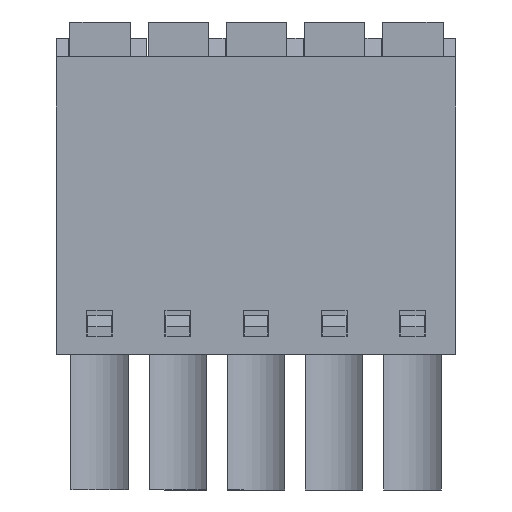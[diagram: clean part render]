
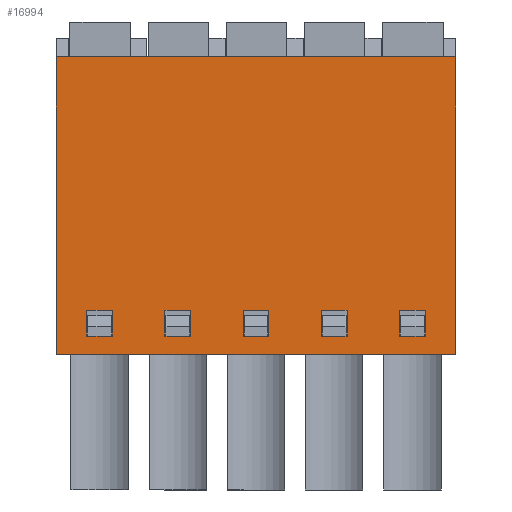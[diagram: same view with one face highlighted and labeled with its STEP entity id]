
A CAD part, front view. The second image highlights one B-rep face of the part: STEP entity #16994.
In plain terms, the highlighted planar face has unit normal (0, -1, 0).
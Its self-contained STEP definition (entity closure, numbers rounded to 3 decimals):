
#431=LINE('',#23956,#2590);
#561=LINE('',#24210,#2720);
#606=LINE('',#24294,#2765);
#778=LINE('',#24681,#2937);
#885=LINE('',#24944,#3044);
#992=LINE('',#25207,#3151);
#1101=LINE('',#25500,#3260);
#1108=LINE('',#25517,#3267);
#1109=LINE('',#25519,#3268);
#1110=LINE('',#25521,#3269);
#1111=LINE('',#25522,#3270);
#1112=LINE('',#25524,#3271);
#1113=LINE('',#25526,#3272);
#1114=LINE('',#25527,#3273);
#1115=LINE('',#25529,#3274);
#1116=LINE('',#25531,#3275);
#1117=LINE('',#25532,#3276);
#1118=LINE('',#25534,#3277);
#1119=LINE('',#25536,#3278);
#1120=LINE('',#25537,#3279);
#1121=LINE('',#25539,#3280);
#1122=LINE('',#25541,#3281);
#1123=LINE('',#25542,#3282);
#1124=LINE('',#25543,#3283);
#2590=VECTOR('',#19254,1000.);
#2720=VECTOR('',#19398,1000.);
#2765=VECTOR('',#19447,1000.);
#2937=VECTOR('',#19725,1000.);
#3044=VECTOR('',#19938,1000.);
#3151=VECTOR('',#20151,1000.);
#3260=VECTOR('',#20374,1000.);
#3267=VECTOR('',#20391,1000.);
#3268=VECTOR('',#20392,1000.);
#3269=VECTOR('',#20393,1000.);
#3270=VECTOR('',#20394,1000.);
#3271=VECTOR('',#20395,1000.);
#3272=VECTOR('',#20396,1000.);
#3273=VECTOR('',#20397,1000.);
#3274=VECTOR('',#20398,1000.);
#3275=VECTOR('',#20399,1000.);
#3276=VECTOR('',#20400,1000.);
#3277=VECTOR('',#20401,1000.);
#3278=VECTOR('',#20402,1000.);
#3279=VECTOR('',#20403,1000.);
#3280=VECTOR('',#20404,1000.);
#3281=VECTOR('',#20405,1000.);
#3282=VECTOR('',#20406,1000.);
#3283=VECTOR('',#20407,1000.);
#5832=ORIENTED_EDGE('',*,*,#10034,.F.);
#5833=ORIENTED_EDGE('',*,*,#10621,.F.);
#5834=ORIENTED_EDGE('',*,*,#10622,.F.);
#5835=ORIENTED_EDGE('',*,*,#10623,.F.);
#5836=ORIENTED_EDGE('',*,*,#10225,.F.);
#5837=ORIENTED_EDGE('',*,*,#10624,.F.);
#5838=ORIENTED_EDGE('',*,*,#10625,.F.);
#5839=ORIENTED_EDGE('',*,*,#10626,.F.);
#5840=ORIENTED_EDGE('',*,*,#10352,.F.);
#5841=ORIENTED_EDGE('',*,*,#10627,.F.);
#5842=ORIENTED_EDGE('',*,*,#10628,.F.);
#5843=ORIENTED_EDGE('',*,*,#10629,.F.);
#5844=ORIENTED_EDGE('',*,*,#10479,.F.);
#5845=ORIENTED_EDGE('',*,*,#10630,.F.);
#5846=ORIENTED_EDGE('',*,*,#10631,.F.);
#5847=ORIENTED_EDGE('',*,*,#10632,.F.);
#5848=ORIENTED_EDGE('',*,*,#10612,.F.);
#5849=ORIENTED_EDGE('',*,*,#10633,.F.);
#5850=ORIENTED_EDGE('',*,*,#10634,.F.);
#5851=ORIENTED_EDGE('',*,*,#10635,.F.);
#5852=ORIENTED_EDGE('',*,*,#10636,.T.);
#5853=ORIENTED_EDGE('',*,*,#9989,.F.);
#5854=ORIENTED_EDGE('',*,*,#10637,.F.);
#5855=ORIENTED_EDGE('',*,*,#9859,.T.);
#9859=EDGE_CURVE('',#12358,#12357,#431,.T.);
#9989=EDGE_CURVE('',#12474,#12475,#561,.T.);
#10034=EDGE_CURVE('',#12511,#12512,#606,.T.);
#10225=EDGE_CURVE('',#12657,#12658,#778,.T.);
#10352=EDGE_CURVE('',#12744,#12745,#885,.T.);
#10479=EDGE_CURVE('',#12831,#12832,#992,.T.);
#10612=EDGE_CURVE('',#12924,#12925,#1101,.T.);
#10621=EDGE_CURVE('',#12930,#12511,#1108,.T.);
#10622=EDGE_CURVE('',#12931,#12930,#1109,.T.);
#10623=EDGE_CURVE('',#12512,#12931,#1110,.T.);
#10624=EDGE_CURVE('',#12932,#12657,#1111,.T.);
#10625=EDGE_CURVE('',#12933,#12932,#1112,.T.);
#10626=EDGE_CURVE('',#12658,#12933,#1113,.T.);
#10627=EDGE_CURVE('',#12934,#12744,#1114,.T.);
#10628=EDGE_CURVE('',#12935,#12934,#1115,.T.);
#10629=EDGE_CURVE('',#12745,#12935,#1116,.T.);
#10630=EDGE_CURVE('',#12936,#12831,#1117,.T.);
#10631=EDGE_CURVE('',#12937,#12936,#1118,.T.);
#10632=EDGE_CURVE('',#12832,#12937,#1119,.T.);
#10633=EDGE_CURVE('',#12938,#12924,#1120,.T.);
#10634=EDGE_CURVE('',#12939,#12938,#1121,.T.);
#10635=EDGE_CURVE('',#12925,#12939,#1122,.T.);
#10636=EDGE_CURVE('',#12357,#12475,#1123,.T.);
#10637=EDGE_CURVE('',#12358,#12474,#1124,.T.);
#12357=VERTEX_POINT('',#23955);
#12358=VERTEX_POINT('',#23957);
#12474=VERTEX_POINT('',#24209);
#12475=VERTEX_POINT('',#24211);
#12511=VERTEX_POINT('',#24293);
#12512=VERTEX_POINT('',#24295);
#12657=VERTEX_POINT('',#24680);
#12658=VERTEX_POINT('',#24682);
#12744=VERTEX_POINT('',#24943);
#12745=VERTEX_POINT('',#24945);
#12831=VERTEX_POINT('',#25206);
#12832=VERTEX_POINT('',#25208);
#12924=VERTEX_POINT('',#25499);
#12925=VERTEX_POINT('',#25501);
#12930=VERTEX_POINT('',#25518);
#12931=VERTEX_POINT('',#25520);
#12932=VERTEX_POINT('',#25523);
#12933=VERTEX_POINT('',#25525);
#12934=VERTEX_POINT('',#25528);
#12935=VERTEX_POINT('',#25530);
#12936=VERTEX_POINT('',#25533);
#12937=VERTEX_POINT('',#25535);
#12938=VERTEX_POINT('',#25538);
#12939=VERTEX_POINT('',#25540);
#14422=EDGE_LOOP('',(#5832,#5833,#5834,#5835));
#14423=EDGE_LOOP('',(#5836,#5837,#5838,#5839));
#14424=EDGE_LOOP('',(#5840,#5841,#5842,#5843));
#14425=EDGE_LOOP('',(#5844,#5845,#5846,#5847));
#14426=EDGE_LOOP('',(#5848,#5849,#5850,#5851));
#14427=EDGE_LOOP('',(#5852,#5853,#5854,#5855));
#15351=FACE_BOUND('',#14422,.T.);
#15352=FACE_BOUND('',#14423,.T.);
#15353=FACE_BOUND('',#14424,.T.);
#15354=FACE_BOUND('',#14425,.T.);
#15355=FACE_BOUND('',#14426,.T.);
#15356=FACE_BOUND('',#14427,.T.);
#16250=PLANE('',#18031);
#16994=ADVANCED_FACE('',(#15351,#15352,#15353,#15354,#15355,#15356),#16250,
 .F.);
#18031=AXIS2_PLACEMENT_3D('',#25516,#20389,#20390);
#19254=DIRECTION('',(-1.,0.,0.));
#19398=DIRECTION('',(-1.,0.,0.));
#19447=DIRECTION('',(1.,0.,0.));
#19725=DIRECTION('',(1.,0.,0.));
#19938=DIRECTION('',(1.,0.,0.));
#20151=DIRECTION('',(1.,0.,0.));
#20374=DIRECTION('',(1.,0.,0.));
#20389=DIRECTION('',(0.,1.,0.));
#20390=DIRECTION('',(0.,0.,1.));
#20391=DIRECTION('',(0.,0.,-1.));
#20392=DIRECTION('',(-1.,0.,0.));
#20393=DIRECTION('',(0.,0.,1.));
#20394=DIRECTION('',(0.,0.,-1.));
#20395=DIRECTION('',(-1.,0.,0.));
#20396=DIRECTION('',(0.,0.,1.));
#20397=DIRECTION('',(0.,0.,-1.));
#20398=DIRECTION('',(-1.,0.,0.));
#20399=DIRECTION('',(0.,0.,1.));
#20400=DIRECTION('',(0.,0.,-1.));
#20401=DIRECTION('',(-1.,0.,0.));
#20402=DIRECTION('',(0.,0.,1.));
#20403=DIRECTION('',(0.,0.,-1.));
#20404=DIRECTION('',(-1.,0.,0.));
#20405=DIRECTION('',(0.,0.,1.));
#20406=DIRECTION('',(0.,0.,-1.));
#20407=DIRECTION('',(0.,0.,-1.));
#23955=CARTESIAN_POINT('',(-9.725,-3.9,7.25));
#23956=CARTESIAN_POINT('',(9.725,-3.9,7.25));
#23957=CARTESIAN_POINT('',(9.725,-3.9,7.25));
#24209=CARTESIAN_POINT('',(9.725,-3.9,-7.25));
#24210=CARTESIAN_POINT('',(9.725,-3.9,-7.25));
#24211=CARTESIAN_POINT('',(-9.725,-3.9,-7.25));
#24293=CARTESIAN_POINT('',(-8.245,-3.9,-6.35));
#24294=CARTESIAN_POINT('',(-8.245,-3.9,-6.35));
#24295=CARTESIAN_POINT('',(-6.995,-3.9,-6.35));
#24680=CARTESIAN_POINT('',(-4.435,-3.9,-6.35));
#24681=CARTESIAN_POINT('',(-4.435,-3.9,-6.35));
#24682=CARTESIAN_POINT('',(-3.185,-3.9,-6.35));
#24943=CARTESIAN_POINT('',(-0.625,-3.9,-6.35));
#24944=CARTESIAN_POINT('',(-0.625,-3.9,-6.35));
#24945=CARTESIAN_POINT('',(0.625,-3.9,-6.35));
#25206=CARTESIAN_POINT('',(3.185,-3.9,-6.35));
#25207=CARTESIAN_POINT('',(3.185,-3.9,-6.35));
#25208=CARTESIAN_POINT('',(4.435,-3.9,-6.35));
#25499=CARTESIAN_POINT('',(6.995,-3.9,-6.35));
#25500=CARTESIAN_POINT('',(6.995,-3.9,-6.35));
#25501=CARTESIAN_POINT('',(8.245,-3.9,-6.35));
#25516=CARTESIAN_POINT('',(9.725,-3.9,7.25));
#25517=CARTESIAN_POINT('',(-8.245,-3.9,-5.1));
#25518=CARTESIAN_POINT('',(-8.245,-3.9,-5.1));
#25519=CARTESIAN_POINT('',(-6.995,-3.9,-5.1));
#25520=CARTESIAN_POINT('',(-6.995,-3.9,-5.1));
#25521=CARTESIAN_POINT('',(-6.995,-3.9,-6.35));
#25522=CARTESIAN_POINT('',(-4.435,-3.9,-5.1));
#25523=CARTESIAN_POINT('',(-4.435,-3.9,-5.1));
#25524=CARTESIAN_POINT('',(-3.185,-3.9,-5.1));
#25525=CARTESIAN_POINT('',(-3.185,-3.9,-5.1));
#25526=CARTESIAN_POINT('',(-3.185,-3.9,-6.35));
#25527=CARTESIAN_POINT('',(-0.625,-3.9,-5.1));
#25528=CARTESIAN_POINT('',(-0.625,-3.9,-5.1));
#25529=CARTESIAN_POINT('',(0.625,-3.9,-5.1));
#25530=CARTESIAN_POINT('',(0.625,-3.9,-5.1));
#25531=CARTESIAN_POINT('',(0.625,-3.9,-6.35));
#25532=CARTESIAN_POINT('',(3.185,-3.9,-5.1));
#25533=CARTESIAN_POINT('',(3.185,-3.9,-5.1));
#25534=CARTESIAN_POINT('',(4.435,-3.9,-5.1));
#25535=CARTESIAN_POINT('',(4.435,-3.9,-5.1));
#25536=CARTESIAN_POINT('',(4.435,-3.9,-6.35));
#25537=CARTESIAN_POINT('',(6.995,-3.9,-5.1));
#25538=CARTESIAN_POINT('',(6.995,-3.9,-5.1));
#25539=CARTESIAN_POINT('',(8.245,-3.9,-5.1));
#25540=CARTESIAN_POINT('',(8.245,-3.9,-5.1));
#25541=CARTESIAN_POINT('',(8.245,-3.9,-6.35));
#25542=CARTESIAN_POINT('',(-9.725,-3.9,7.25));
#25543=CARTESIAN_POINT('',(9.725,-3.9,7.25));
